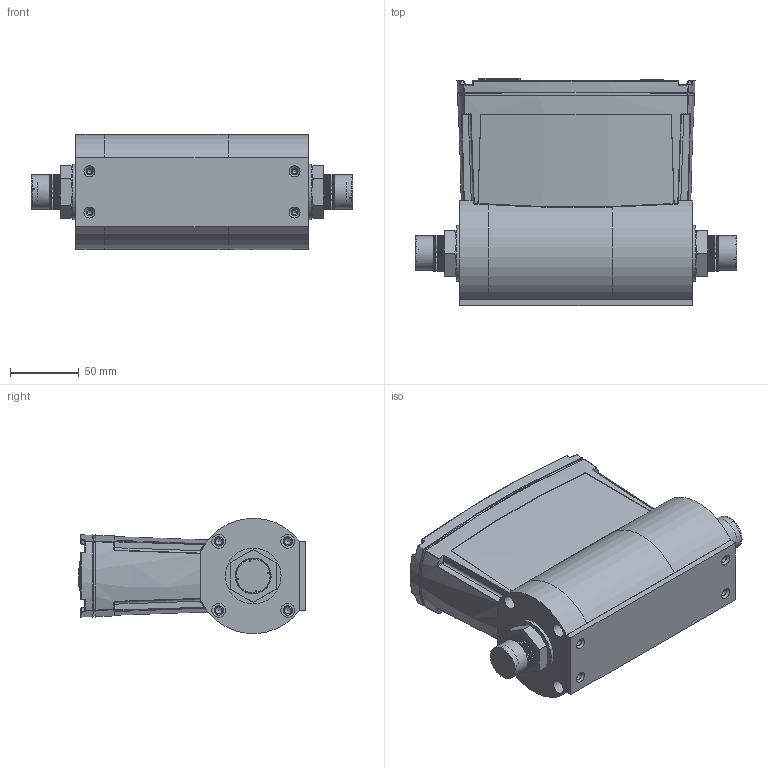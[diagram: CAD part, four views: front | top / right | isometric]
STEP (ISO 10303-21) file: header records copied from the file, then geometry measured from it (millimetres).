
FILE_DESCRIPTION (( 'STEP AP203' ), '1' );
FILE_NAME ('IE1000A exterior shell.STEP', '2013-10-29T13:45:38', ( 'MKS' ), ( 'Microsoft' ), 'SwSTEP 2.0', 'SolidWorks 2012', '' );
FILE_SCHEMA (( 'CONFIG_CONTROL_DESIGN' ));
Length unit declared in the file: inch
Products named in the file (13): 113-8833_1; SS-8-VCR-4 Cover_1; 1049361-(   ); IE1000A exterior shell; 1051019-(   ) Cover Enclosure_1; 1048642_Normcomp_washer_and_hex_160-067-020R033_washer only; SS-8-VCR-I-8ST_1; 1051020-001 Enclosure_1; 1051010-001_1; 1048642_Normcomp_washer_and_hex_160-067-020R033_hex only; 1051285-001_1; 1049359-001 End Cap with threaded fittings_1; 1049883-(   )_1
Assembly tree (16 placements, depth 2):
  IE1000A exterior shell
    1049883-(   )_1
    1049359-001 End Cap with threaded fittings_1
    1051285-001_1
    1048642_Normcomp_washer_and_hex_160-067-020R033_hex only  x2
    1051010-001_1
    1051020-001 Enclosure_1
    SS-8-VCR-I-8ST_1  x2
    1048642_Normcomp_washer_and_hex_160-067-020R033_washer only  x2
    1051019-(   ) Cover Enclosure_1
    113-8833_1
    SS-8-VCR-4 Cover_1  x2
    1049361-(   )
Bounding box: 234.17 x 165.4 x 83.98 mm (x, y, z)
Volume: 627358.8 mm3; surface area: 268671.8 mm2
Topology: 16 solids, 18 shells, 2089 faces, 5104 edges, 3096 vertices
Faces by surface type: plane 851, bspline 591, cylinder 348, cone 292, torus 7
Full cylindrical faces by diameter (mm): 0.794 x2, 0.813 x1, 1.587 x2, 2.261 x3, 2.464 x2, 2.705 x12, 2.743 x2, 2.997 x5, 3.175 x1, 3.3 x4, 3.81 x1, 3.861 x4, 4.018 x3, 4.8 x4, 5.105 x8, 5.41 x1, 6.35 x2, 6.477 x1, 6.756 x8, 7.544 x2, 10.084 x8, 11.938 x2, 15.305 x2, 16.764 x2, 17.462 x2, 19.05 x2, 19.101 x1, 21.678 x4, 24.266 x2, 24.516 x2
Entity records: 68897 total; most frequent: CARTESIAN_POINT 31337, ORIENTED_EDGE 8171, DIRECTION 6179, EDGE_CURVE 4087, VERTEX_POINT 2573, AXIS2_PLACEMENT_3D 2399, EDGE_LOOP 2147, FACE_OUTER_BOUND 1919
